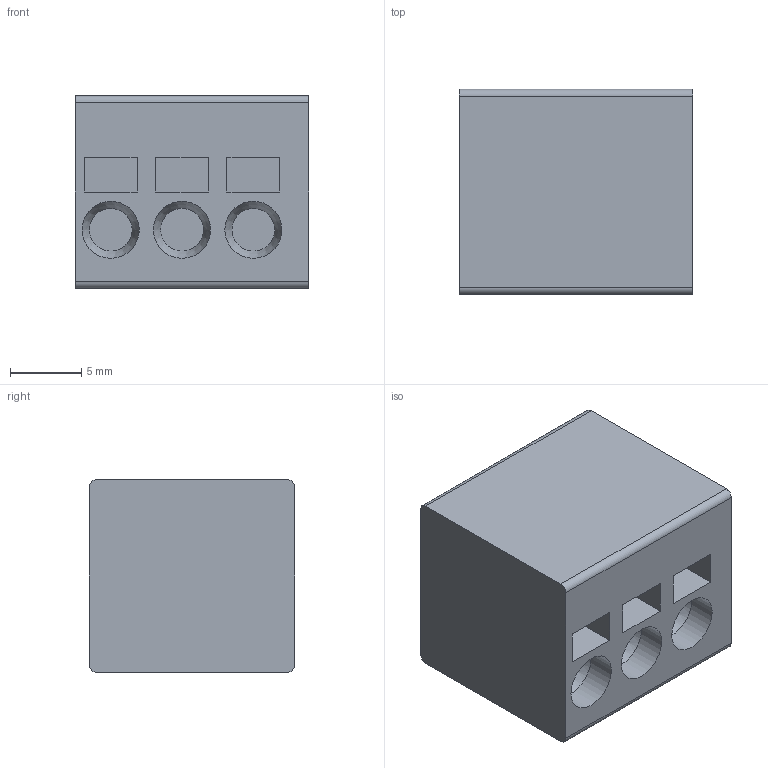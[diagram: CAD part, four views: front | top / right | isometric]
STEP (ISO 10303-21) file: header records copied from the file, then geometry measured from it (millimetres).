
FILE_DESCRIPTION(/* description */ ('model of PhoenixContact_SPT_2.5_3-H-5.0-EX_1x03_P5.0_Horizontal_1732399'),/* implementation_level */ '2;1');
FILE_NAME(/* name */ 'PhoenixContact_SPT_2.5_3-H-5.0-EX_1x03_P5.0_Horizontal_1732399.step',/* time_stamp */ '2020-09-21T11:44:48',/* author */ ('Joel',''),/* organization */ (''),/* preprocessor_version */ '',/* originating_system */ '',/* authorisation */ '');
FILE_SCHEMA(('AUTOMOTIVE_DESIGN { 1 0 10303 214 1 1 1 1 }'));
Length unit declared in the file: millimetre
Products named in the file (1): Shape0_09730178438624282
Bounding box: 16.4 x 14.4 x 13.5 mm (x, y, z)
Volume: 2983.6 mm3; surface area: 1515 mm2
Topology: 1 solids, 1 shells, 34 faces, 75 edges, 49 vertices
Faces by surface type: plane 24, cylinder 7, cone 3
Full cylindrical faces by diameter (mm): 4 x3
Entity records: 1949 total; most frequent: CARTESIAN_POINT 351, DIRECTION 305, LINE 194, VECTOR 194, ORIENTED_EDGE 150, PCURVE 150, DEFINITIONAL_REPRESENTATION 150, EDGE_CURVE 75
